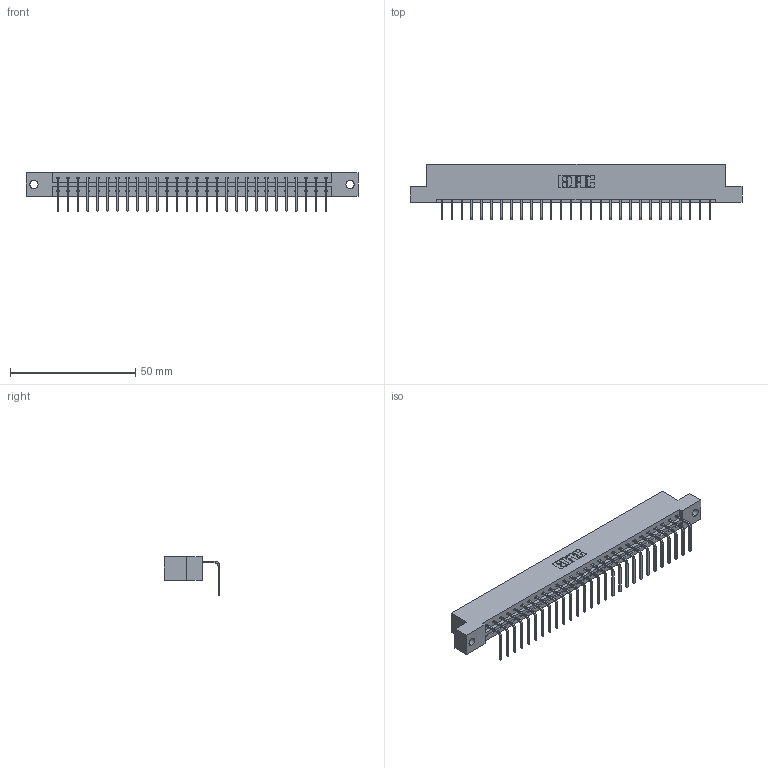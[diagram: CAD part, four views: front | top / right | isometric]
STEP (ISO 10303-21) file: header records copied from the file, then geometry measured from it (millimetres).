
FILE_DESCRIPTION (( 'STEP AP203' ), '1' );
FILE_NAME ('833-028-558-102.STEP', '2020-06-02T09:43:04', ( '' ), ( '' ), 'SwSTEP 2.0', 'SolidWorks 2020', '' );
FILE_SCHEMA (( 'CONFIG_CONTROL_DESIGN' ));
Length unit declared in the file: inch
Products named in the file (3): 345-292-001_558 Tail - 2; 833-028-558-102; 833 Part_Flush - .128 Dia
Assembly tree (29 placements, depth 2):
  833-028-558-102
    833 Part_Flush - .128 Dia
    345-292-001_558 Tail - 2  x28
Bounding box: 132.49 x 22.17 x 15.37 mm (x, y, z)
Volume: 13268.1 mm3; surface area: 14564 mm2
Topology: 29 solids, 29 shells, 1794 faces, 5407 edges, 3566 vertices
Faces by surface type: plane 1302, cylinder 492
Entity records: 19015 total; most frequent: CARTESIAN_POINT 3290, ORIENTED_EDGE 3254, DIRECTION 2803, EDGE_CURVE 1627, LINE 1499, VECTOR 1499, VERTEX_POINT 1082, AXIS2_PLACEMENT_3D 652
